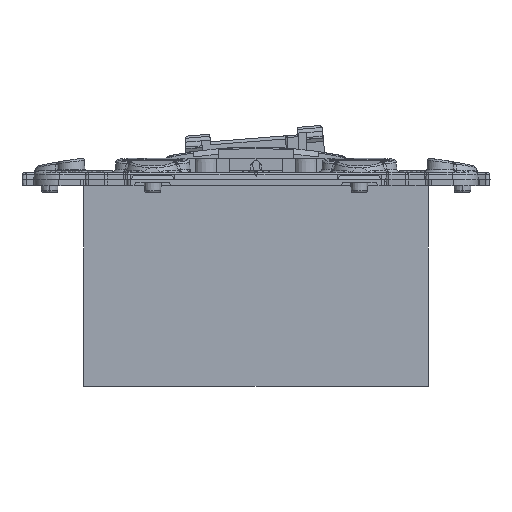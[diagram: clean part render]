
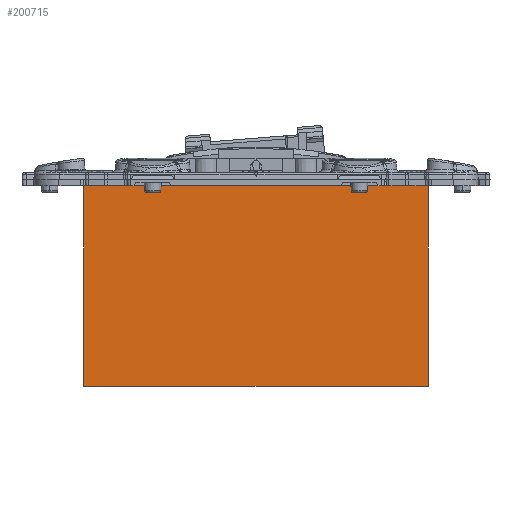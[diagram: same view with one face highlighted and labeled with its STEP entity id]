
A CAD part, left-side view. The second image highlights one B-rep face of the part: STEP entity #200715.
In plain terms, the highlighted planar face has unit normal (-1, 0, 0).
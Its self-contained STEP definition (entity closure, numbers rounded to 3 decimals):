
#200693=AXIS2_PLACEMENT_3D('Plane Axis2P3D',#200690,#200691,#200692) ;
#10006=CARTESIAN_POINT('Vertex',(-27.5,9.38,0.)) ;
#10027=CARTESIAN_POINT('Vertex',(-27.5,4.117,0.)) ;
#12003=CARTESIAN_POINT('Vertex',(-27.5,27.5,0.)) ;
#12006=CARTESIAN_POINT('Line Origine',(-27.5,18.44,0.)) ;
#12011=CARTESIAN_POINT('Line Origine',(-27.5,-11.692,0.)) ;
#12015=CARTESIAN_POINT('Vertex',(-27.5,-27.5,0.)) ;
#129033=CARTESIAN_POINT('Line Origine',(-27.5,6.749,0.)) ;
#200663=CARTESIAN_POINT('Vertex',(-27.5,27.5,-32.)) ;
#200666=CARTESIAN_POINT('Line Origine',(-27.5,27.5,-16.)) ;
#200690=CARTESIAN_POINT('Axis2P3D Location',(-27.5,-27.5,0.)) ;
#200695=CARTESIAN_POINT('Line Origine',(-27.5,0.,-32.)) ;
#200699=CARTESIAN_POINT('Vertex',(-27.5,-27.5,-32.)) ;
#200702=CARTESIAN_POINT('Line Origine',(-27.5,-27.5,-16.)) ;
#12007=DIRECTION('Vector Direction',(0.,1.,0.)) ;
#12012=DIRECTION('Vector Direction',(0.,1.,0.)) ;
#129034=DIRECTION('Vector Direction',(0.,1.,0.)) ;
#200667=DIRECTION('Vector Direction',(0.,0.,-1.)) ;
#200691=DIRECTION('Axis2P3D Direction',(-1.,0.,0.)) ;
#200692=DIRECTION('Axis2P3D XDirection',(0.,1.,0.)) ;
#200696=DIRECTION('Vector Direction',(0.,1.,0.)) ;
#200703=DIRECTION('Vector Direction',(0.,0.,-1.)) ;
#12008=VECTOR('Line Direction',#12007,1.) ;
#12013=VECTOR('Line Direction',#12012,1.) ;
#129035=VECTOR('Line Direction',#129034,1.) ;
#200668=VECTOR('Line Direction',#200667,1.) ;
#200697=VECTOR('Line Direction',#200696,1.) ;
#200704=VECTOR('Line Direction',#200703,1.) ;
#200708=ORIENTED_EDGE('',*,*,#200701,.T.) ;
#200709=ORIENTED_EDGE('',*,*,#200706,.F.) ;
#200710=ORIENTED_EDGE('',*,*,#12017,.F.) ;
#200711=ORIENTED_EDGE('',*,*,#129037,.F.) ;
#200712=ORIENTED_EDGE('',*,*,#12010,.F.) ;
#200713=ORIENTED_EDGE('',*,*,#200670,.T.) ;
#200715=ADVANCED_FACE('PartBody',(#200714),#200694,.T.) ;
#12010=EDGE_CURVE('',#12004,#10007,#12009,.F.) ;
#12017=EDGE_CURVE('',#10028,#12016,#12014,.F.) ;
#129037=EDGE_CURVE('',#10007,#10028,#129036,.F.) ;
#200670=EDGE_CURVE('',#12004,#200664,#200669,.T.) ;
#200701=EDGE_CURVE('',#200664,#200700,#200698,.F.) ;
#200706=EDGE_CURVE('',#12016,#200700,#200705,.T.) ;
#200707=EDGE_LOOP('',(#200708,#200709,#200710,#200711,#200712,#200713)) ;
#200714=FACE_OUTER_BOUND('',#200707,.T.) ;
#12009=LINE('Line',#12006,#12008) ;
#12014=LINE('Line',#12011,#12013) ;
#129036=LINE('Line',#129033,#129035) ;
#200669=LINE('Line',#200666,#200668) ;
#200698=LINE('Line',#200695,#200697) ;
#200705=LINE('Line',#200702,#200704) ;
#200694=PLANE('',#200693) ;
#10007=VERTEX_POINT('',#10006) ;
#10028=VERTEX_POINT('',#10027) ;
#12004=VERTEX_POINT('',#12003) ;
#12016=VERTEX_POINT('',#12015) ;
#200664=VERTEX_POINT('',#200663) ;
#200700=VERTEX_POINT('',#200699) ;
